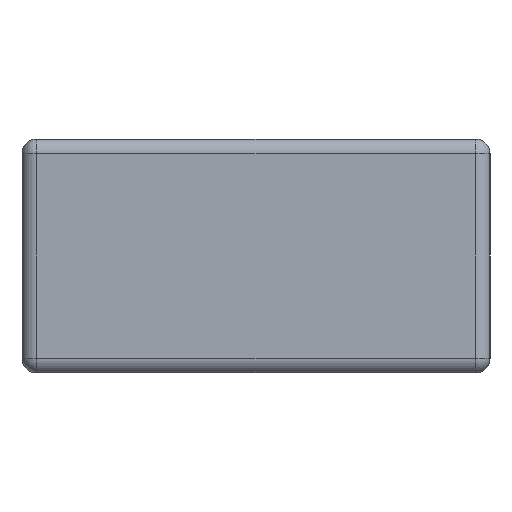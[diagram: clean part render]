
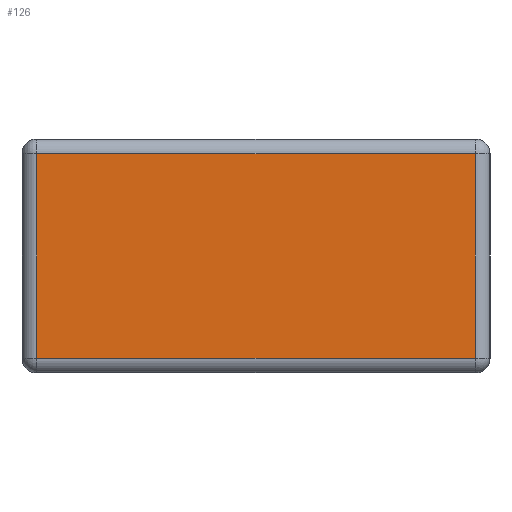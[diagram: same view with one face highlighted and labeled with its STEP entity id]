
A CAD part, left-side view. The second image highlights one B-rep face of the part: STEP entity #126.
In plain terms, the highlighted planar face has unit normal (-1, 0, 0).
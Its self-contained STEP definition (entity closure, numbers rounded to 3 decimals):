
#64 = ORIENTED_EDGE ( 'NONE', *, *, #2476, .T. ) ;
#126 = ADVANCED_FACE ( 'NONE', ( #1156 ), #2807, .T. ) ;
#241 = VECTOR ( 'NONE', #1358, 1000. ) ;
#400 = VECTOR ( 'NONE', #1694, 1000. ) ;
#584 = VECTOR ( 'NONE', #1308, 1000. ) ;
#615 = LINE ( 'NONE', #1743, #400 ) ;
#676 = AXIS2_PLACEMENT_3D ( 'NONE', #3605, #846, #3086 ) ;
#684 = CARTESIAN_POINT ( 'NONE',  ( -1.6, -0.75, 0.05 ) ) ;
#790 = EDGE_CURVE ( 'NONE', #1789, #1991, #1084, .T. ) ;
#807 = CARTESIAN_POINT ( 'NONE',  ( -1.6, -0.8, 0.05 ) ) ;
#846 = DIRECTION ( 'NONE',  ( -1., 0., 0. ) ) ;
#922 = ORIENTED_EDGE ( 'NONE', *, *, #790, .T. ) ;
#1084 = LINE ( 'NONE', #807, #241 ) ;
#1143 = LINE ( 'NONE', #2265, #3212 ) ;
#1156 = FACE_OUTER_BOUND ( 'NONE', #2637, .T. ) ;
#1308 = DIRECTION ( 'NONE',  ( 0., 0., 1. ) ) ;
#1358 = DIRECTION ( 'NONE',  ( 0., -1., 0. ) ) ;
#1694 = DIRECTION ( 'NONE',  ( 0., 1., 0. ) ) ;
#1743 = CARTESIAN_POINT ( 'NONE',  ( -1.6, 0., 0.75 ) ) ;
#1789 = VERTEX_POINT ( 'NONE', #2281 ) ;
#1891 = EDGE_CURVE ( 'NONE', #2572, #1789, #1143, .T. ) ;
#1912 = LINE ( 'NONE', #3030, #584 ) ;
#1991 = VERTEX_POINT ( 'NONE', #684 ) ;
#2265 = CARTESIAN_POINT ( 'NONE',  ( -1.6, 0.75, 0. ) ) ;
#2281 = CARTESIAN_POINT ( 'NONE',  ( -1.6, 0.75, 0.05 ) ) ;
#2476 = EDGE_CURVE ( 'NONE', #1991, #3510, #1912, .T. ) ;
#2520 = CARTESIAN_POINT ( 'NONE',  ( -1.6, 0.75, 0.75 ) ) ;
#2572 = VERTEX_POINT ( 'NONE', #2520 ) ;
#2582 = DIRECTION ( 'NONE',  ( 0., 0., -1. ) ) ;
#2606 = ORIENTED_EDGE ( 'NONE', *, *, #2610, .T. ) ;
#2610 = EDGE_CURVE ( 'NONE', #3510, #2572, #615, .T. ) ;
#2637 = EDGE_LOOP ( 'NONE', ( #2606, #3411, #922, #64 ) ) ;
#2807 = PLANE ( 'NONE',  #676 ) ;
#3030 = CARTESIAN_POINT ( 'NONE',  ( -1.6, -0.75, 0.8 ) ) ;
#3086 = DIRECTION ( 'NONE',  ( 0., 0., 1. ) ) ;
#3212 = VECTOR ( 'NONE', #2582, 1000. ) ;
#3411 = ORIENTED_EDGE ( 'NONE', *, *, #1891, .T. ) ;
#3510 = VERTEX_POINT ( 'NONE', #3583 ) ;
#3583 = CARTESIAN_POINT ( 'NONE',  ( -1.6, -0.75, 0.75 ) ) ;
#3605 = CARTESIAN_POINT ( 'NONE',  ( -1.6, 0., 0.8 ) ) ;
